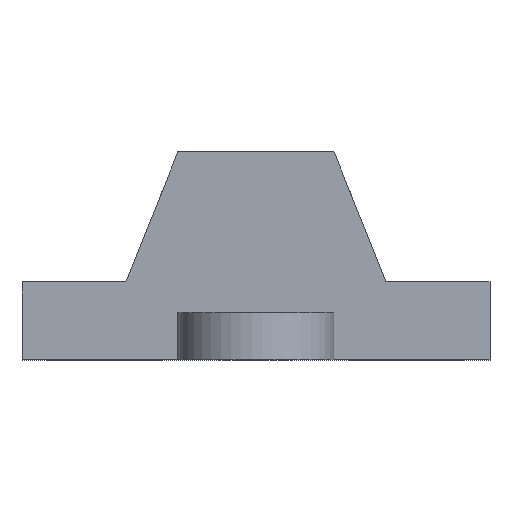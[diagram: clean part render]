
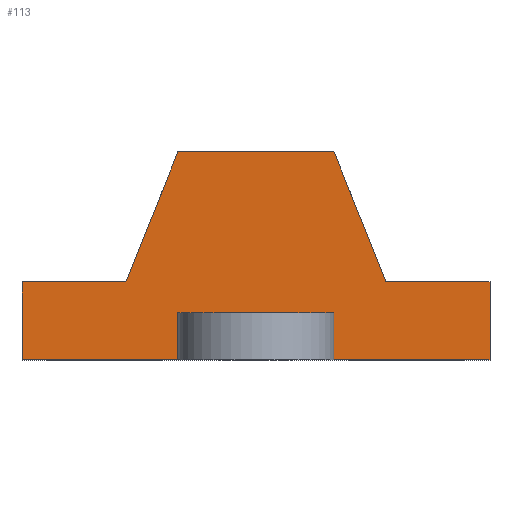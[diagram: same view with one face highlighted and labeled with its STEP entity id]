
A CAD part, top view. The second image highlights one B-rep face of the part: STEP entity #113.
In plain terms, the highlighted free-form (B-spline) face has degree [1, 1] with [2, 2] control points.
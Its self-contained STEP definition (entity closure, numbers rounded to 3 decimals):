
#113 = ADVANCED_FACE('',(#114),#200,.F.);
#114 = FACE_BOUND('',#115,.T.);
#115 = EDGE_LOOP('',(#116,#125,#132,#139,#146,#153,#160,#167,#174,#181,
    #188,#195));
#116 = ORIENTED_EDGE('',*,*,#117,.F.);
#117 = EDGE_CURVE('',#118,#120,#122,.T.);
#118 = VERTEX_POINT('',#119);
#119 = CARTESIAN_POINT('',(-15.366,-11.269,
    30.733));
#120 = VERTEX_POINT('',#121);
#121 = CARTESIAN_POINT('',(-15.366,-20.489,
    30.733));
#122 = B_SPLINE_CURVE_WITH_KNOTS('',1,(#123,#124),.UNSPECIFIED.,.F.,.F.,
  (2,2),(0.,9.),.PIECEWISE_BEZIER_KNOTS.);
#123 = CARTESIAN_POINT('',(-15.366,-11.269,
    30.733));
#124 = CARTESIAN_POINT('',(-15.366,-20.489,
    30.733));
#125 = ORIENTED_EDGE('',*,*,#126,.T.);
#126 = EDGE_CURVE('',#118,#127,#129,.T.);
#127 = VERTEX_POINT('',#128);
#128 = CARTESIAN_POINT('',(15.366,-11.269,
    30.733));
#129 = B_SPLINE_CURVE_WITH_KNOTS('',1,(#130,#131),.UNSPECIFIED.,.F.,.F.,
  (2,2),(-30.,0.),.PIECEWISE_BEZIER_KNOTS.);
#130 = CARTESIAN_POINT('',(-15.366,-11.269,
    30.733));
#131 = CARTESIAN_POINT('',(15.366,-11.269,
    30.733));
#132 = ORIENTED_EDGE('',*,*,#133,.T.);
#133 = EDGE_CURVE('',#127,#134,#136,.T.);
#134 = VERTEX_POINT('',#135);
#135 = CARTESIAN_POINT('',(15.366,-20.489,
    30.733));
#136 = B_SPLINE_CURVE_WITH_KNOTS('',1,(#137,#138),.UNSPECIFIED.,.F.,.F.,
  (2,2),(0.,9.),.PIECEWISE_BEZIER_KNOTS.);
#137 = CARTESIAN_POINT('',(15.366,-11.269,
    30.733));
#138 = CARTESIAN_POINT('',(15.366,-20.489,
    30.733));
#139 = ORIENTED_EDGE('',*,*,#140,.T.);
#140 = EDGE_CURVE('',#134,#141,#143,.T.);
#141 = VERTEX_POINT('',#142);
#142 = CARTESIAN_POINT('',(46.099,-20.489,
    30.733));
#143 = B_SPLINE_CURVE_WITH_KNOTS('',1,(#144,#145),.UNSPECIFIED.,.F.,.F.,
  (2,2),(-30.,0.),.PIECEWISE_BEZIER_KNOTS.);
#144 = CARTESIAN_POINT('',(15.366,-20.489,
    30.733));
#145 = CARTESIAN_POINT('',(46.099,-20.489,
    30.733));
#146 = ORIENTED_EDGE('',*,*,#147,.T.);
#147 = EDGE_CURVE('',#141,#148,#150,.T.);
#148 = VERTEX_POINT('',#149);
#149 = CARTESIAN_POINT('',(46.099,-5.122,
    30.733));
#150 = B_SPLINE_CURVE_WITH_KNOTS('',1,(#151,#152),.UNSPECIFIED.,.F.,.F.,
  (2,2),(-40.,-25.),.PIECEWISE_BEZIER_KNOTS.);
#151 = CARTESIAN_POINT('',(46.099,-20.489,
    30.733));
#152 = CARTESIAN_POINT('',(46.099,-5.122,
    30.733));
#153 = ORIENTED_EDGE('',*,*,#154,.F.);
#154 = EDGE_CURVE('',#155,#148,#157,.T.);
#155 = VERTEX_POINT('',#156);
#156 = CARTESIAN_POINT('',(25.611,-5.122,
    30.733));
#157 = B_SPLINE_CURVE_WITH_KNOTS('',1,(#158,#159),.UNSPECIFIED.,.F.,.F.,
  (2,2),(0.,20.),.PIECEWISE_BEZIER_KNOTS.);
#158 = CARTESIAN_POINT('',(25.611,-5.122,
    30.733));
#159 = CARTESIAN_POINT('',(46.099,-5.122,
    30.733));
#160 = ORIENTED_EDGE('',*,*,#161,.F.);
#161 = EDGE_CURVE('',#162,#155,#164,.T.);
#162 = VERTEX_POINT('',#163);
#163 = CARTESIAN_POINT('',(15.366,20.489,
    30.733));
#164 = B_SPLINE_CURVE_WITH_KNOTS('',1,(#165,#166),.UNSPECIFIED.,.F.,.F.,
  (2,2),(0.,26.926),.PIECEWISE_BEZIER_KNOTS.);
#165 = CARTESIAN_POINT('',(15.366,20.489,
    30.733));
#166 = CARTESIAN_POINT('',(25.611,-5.122,
    30.733));
#167 = ORIENTED_EDGE('',*,*,#168,.T.);
#168 = EDGE_CURVE('',#162,#169,#171,.T.);
#169 = VERTEX_POINT('',#170);
#170 = CARTESIAN_POINT('',(-15.366,20.489,
    30.733));
#171 = B_SPLINE_CURVE_WITH_KNOTS('',1,(#172,#173),.UNSPECIFIED.,.F.,.F.,
  (2,2),(30.,60.),.PIECEWISE_BEZIER_KNOTS.);
#172 = CARTESIAN_POINT('',(15.366,20.489,
    30.733));
#173 = CARTESIAN_POINT('',(-15.366,20.489,
    30.733));
#174 = ORIENTED_EDGE('',*,*,#175,.F.);
#175 = EDGE_CURVE('',#176,#169,#178,.T.);
#176 = VERTEX_POINT('',#177);
#177 = CARTESIAN_POINT('',(-25.611,-5.122,
    30.733));
#178 = B_SPLINE_CURVE_WITH_KNOTS('',1,(#179,#180),.UNSPECIFIED.,.F.,.F.,
  (2,2),(-26.926,0.),.PIECEWISE_BEZIER_KNOTS.);
#179 = CARTESIAN_POINT('',(-25.611,-5.122,
    30.733));
#180 = CARTESIAN_POINT('',(-15.366,20.489,
    30.733));
#181 = ORIENTED_EDGE('',*,*,#182,.F.);
#182 = EDGE_CURVE('',#183,#176,#185,.T.);
#183 = VERTEX_POINT('',#184);
#184 = CARTESIAN_POINT('',(-46.099,-5.122,
    30.733));
#185 = B_SPLINE_CURVE_WITH_KNOTS('',1,(#186,#187),.UNSPECIFIED.,.F.,.F.,
  (2,2),(-20.,0.),.PIECEWISE_BEZIER_KNOTS.);
#186 = CARTESIAN_POINT('',(-46.099,-5.122,
    30.733));
#187 = CARTESIAN_POINT('',(-25.611,-5.122,
    30.733));
#188 = ORIENTED_EDGE('',*,*,#189,.T.);
#189 = EDGE_CURVE('',#183,#190,#192,.T.);
#190 = VERTEX_POINT('',#191);
#191 = CARTESIAN_POINT('',(-46.099,-20.489,
    30.733));
#192 = B_SPLINE_CURVE_WITH_KNOTS('',1,(#193,#194),.UNSPECIFIED.,.F.,.F.,
  (2,2),(25.,40.),.PIECEWISE_BEZIER_KNOTS.);
#193 = CARTESIAN_POINT('',(-46.099,-5.122,
    30.733));
#194 = CARTESIAN_POINT('',(-46.099,-20.489,
    30.733));
#195 = ORIENTED_EDGE('',*,*,#196,.T.);
#196 = EDGE_CURVE('',#190,#120,#197,.T.);
#197 = B_SPLINE_CURVE_WITH_KNOTS('',1,(#198,#199),.UNSPECIFIED.,.F.,.F.,
  (2,2),(-90.,-60.),.PIECEWISE_BEZIER_KNOTS.);
#198 = CARTESIAN_POINT('',(-46.099,-20.489,
    30.733));
#199 = CARTESIAN_POINT('',(-15.366,-20.489,
    30.733));
#200 = B_SPLINE_SURFACE_WITH_KNOTS('',1,1,(
    (#201,#202)
    ,(#203,#204
    )),.UNSPECIFIED.,.F.,.F.,.F.,(2,2),(2,2),(-45.,45.),(-20.,20.),
  .PIECEWISE_BEZIER_KNOTS.);
#201 = CARTESIAN_POINT('',(46.099,-20.489,
    30.733));
#202 = CARTESIAN_POINT('',(46.099,20.489,
    30.733));
#203 = CARTESIAN_POINT('',(-46.099,-20.489,
    30.733));
#204 = CARTESIAN_POINT('',(-46.099,20.489,
    30.733));
